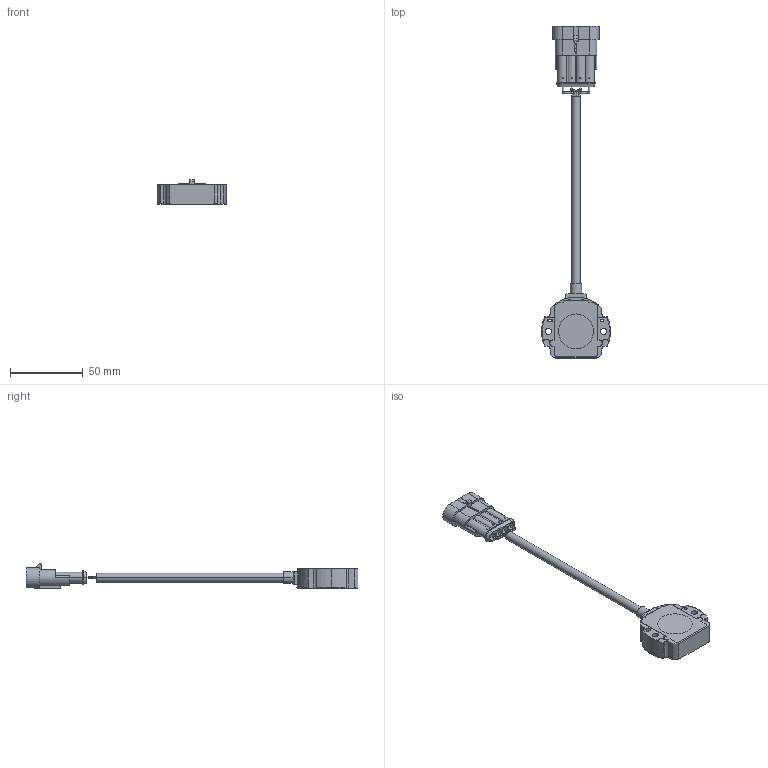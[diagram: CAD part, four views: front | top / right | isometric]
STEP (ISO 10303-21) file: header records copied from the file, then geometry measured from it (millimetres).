
FILE_DESCRIPTION (( 'STEP AP214' ), '1' );
FILE_NAME ('RFC_4852-___-___-552.STEP', '2018-03-26T07:36:00', ( '' ), ( '' ), 'SwSTEP 2.0', 'SolidWorks 2017', '' );
FILE_SCHEMA (( 'AUTOMOTIVE_DESIGN' ));
Length unit declared in the file: millimetre
Products named in the file (1): RFC_4852-___-___-552
Bounding box: 47.6 x 228.7 x 17 mm (x, y, z)
Surface area: 15307.9 mm2 (no closed solid volume)
Topology: 0 solids, 9 shells, 250 faces, 1014 edges, 764 vertices
Faces by surface type: plane 116, cylinder 109, torus 22, cone 3
Entity records: 13430 total; most frequent: CARTESIAN_POINT 2345, DIRECTION 1739, ORIENTED_EDGE 1584, EDGE_CURVE 1014, VERTEX_POINT 764, VECTOR 631, LINE 631, AXIS2_PLACEMENT_3D 554
